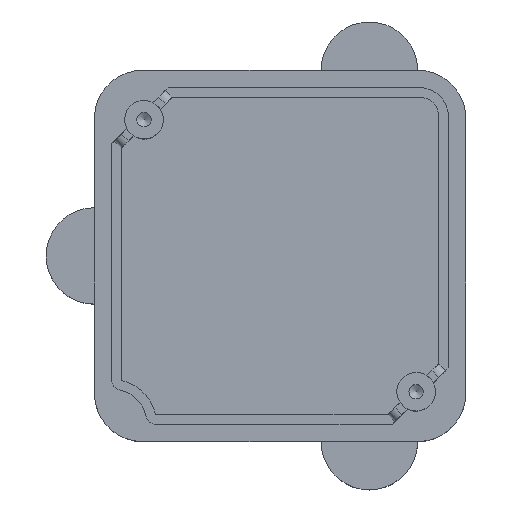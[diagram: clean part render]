
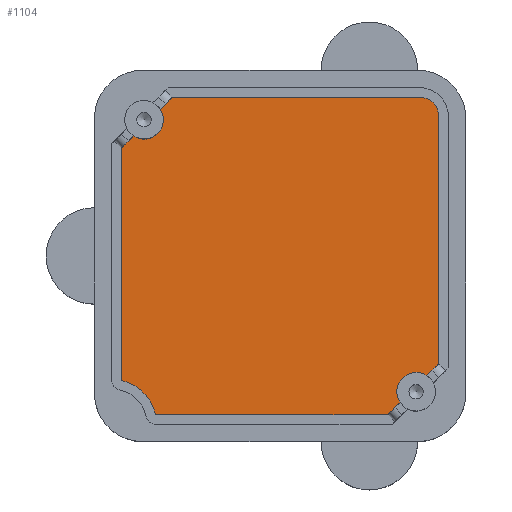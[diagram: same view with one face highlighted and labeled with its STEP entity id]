
A CAD part, top view. The second image highlights one B-rep face of the part: STEP entity #1104.
In plain terms, the highlighted planar face has unit normal (0, 0, 1).
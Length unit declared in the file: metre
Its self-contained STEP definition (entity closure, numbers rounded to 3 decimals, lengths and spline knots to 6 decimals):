
#66=CIRCLE('',#1195,0.002);
#67=CIRCLE('',#1196,0.002);
#68=CIRCLE('',#1197,0.002);
#69=CIRCLE('',#1198,0.004656);
#124=ORIENTED_EDGE('',*,*,#448,.F.);
#125=ORIENTED_EDGE('',*,*,#449,.T.);
#126=ORIENTED_EDGE('',*,*,#450,.F.);
#127=ORIENTED_EDGE('',*,*,#451,.T.);
#128=ORIENTED_EDGE('',*,*,#452,.F.);
#129=ORIENTED_EDGE('',*,*,#453,.T.);
#130=ORIENTED_EDGE('',*,*,#454,.T.);
#131=ORIENTED_EDGE('',*,*,#455,.T.);
#132=ORIENTED_EDGE('',*,*,#456,.T.);
#133=ORIENTED_EDGE('',*,*,#457,.F.);
#134=ORIENTED_EDGE('',*,*,#458,.F.);
#135=ORIENTED_EDGE('',*,*,#459,.F.);
#448=EDGE_CURVE('',#610,#611,#712,.T.);
#449=EDGE_CURVE('',#610,#612,#66,.F.);
#450=EDGE_CURVE('',#613,#612,#713,.T.);
#451=EDGE_CURVE('',#613,#614,#714,.T.);
#452=EDGE_CURVE('',#615,#614,#67,.F.);
#453=EDGE_CURVE('',#615,#616,#715,.T.);
#454=EDGE_CURVE('',#616,#617,#716,.T.);
#455=EDGE_CURVE('',#617,#618,#68,.F.);
#456=EDGE_CURVE('',#618,#619,#717,.T.);
#457=EDGE_CURVE('',#620,#619,#718,.T.);
#458=EDGE_CURVE('',#621,#620,#69,.T.);
#459=EDGE_CURVE('',#611,#621,#719,.T.);
#610=VERTEX_POINT('',#1660);
#611=VERTEX_POINT('',#1661);
#612=VERTEX_POINT('',#1663);
#613=VERTEX_POINT('',#1665);
#614=VERTEX_POINT('',#1667);
#615=VERTEX_POINT('',#1669);
#616=VERTEX_POINT('',#1671);
#617=VERTEX_POINT('',#1673);
#618=VERTEX_POINT('',#1675);
#619=VERTEX_POINT('',#1677);
#620=VERTEX_POINT('',#1679);
#621=VERTEX_POINT('',#1681);
#712=LINE('',#1659,#812);
#713=LINE('',#1664,#813);
#714=LINE('',#1666,#814);
#715=LINE('',#1670,#815);
#716=LINE('',#1672,#816);
#717=LINE('',#1676,#817);
#718=LINE('',#1678,#818);
#719=LINE('',#1682,#819);
#812=VECTOR('',#1330,1.);
#813=VECTOR('',#1333,1.);
#814=VECTOR('',#1334,1.);
#815=VECTOR('',#1337,1.);
#816=VECTOR('',#1338,1.);
#817=VECTOR('',#1341,1.);
#818=VECTOR('',#1342,1.);
#819=VECTOR('',#1345,1.);
#902=EDGE_LOOP('',(#124,#125,#126,#127,#128,#129,#130,#131,#132,#133,#134,
#135));
#982=FACE_BOUND('',#902,.T.);
#1063=PLANE('',#1194);
#1104=ADVANCED_FACE('',(#982),#1063,.T.);
#1194=AXIS2_PLACEMENT_3D('',#1658,#1328,#1329);
#1195=AXIS2_PLACEMENT_3D('',#1662,#1331,#1332);
#1196=AXIS2_PLACEMENT_3D('',#1668,#1335,#1336);
#1197=AXIS2_PLACEMENT_3D('',#1674,#1339,#1340);
#1198=AXIS2_PLACEMENT_3D('',#1680,#1343,#1344);
#1328=DIRECTION('',(0.,0.,1.));
#1329=DIRECTION('',(1.,0.,0.));
#1330=DIRECTION('',(-0.707,-0.707,0.));
#1331=DIRECTION('',(0.,0.,1.));
#1332=DIRECTION('',(1.,0.,0.));
#1333=DIRECTION('',(-0.707,-0.707,0.));
#1334=DIRECTION('',(0.,1.,0.));
#1335=DIRECTION('',(0.,0.,1.));
#1336=DIRECTION('',(1.,0.,0.));
#1337=DIRECTION('',(-1.,0.,0.));
#1338=DIRECTION('',(-0.707,-0.707,0.));
#1339=DIRECTION('',(0.,0.,1.));
#1340=DIRECTION('',(1.,0.,0.));
#1341=DIRECTION('',(-0.707,-0.707,0.));
#1342=DIRECTION('',(0.,1.,0.));
#1343=DIRECTION('',(0.,0.,1.));
#1344=DIRECTION('',(1.,0.,0.));
#1345=DIRECTION('',(-1.,0.,0.));
#1658=CARTESIAN_POINT('',(0.036758,0.,0.0016));
#1659=CARTESIAN_POINT('',(0.041831,-0.005074,0.0016));
#1660=CARTESIAN_POINT('',(0.031696,-0.01521,0.0016));
#1661=CARTESIAN_POINT('',(0.030455,-0.01645,0.0016));
#1662=CARTESIAN_POINT('',(0.033364,-0.014107,0.0016));
#1663=CARTESIAN_POINT('',(0.034467,-0.012438,0.0016));
#1664=CARTESIAN_POINT('',(0.041831,-0.005074,0.0016));
#1665=CARTESIAN_POINT('',(0.035708,-0.011198,0.0016));
#1666=CARTESIAN_POINT('',(0.035708,0.,0.0016));
#1667=CARTESIAN_POINT('',(0.035708,0.01445,0.0016));
#1668=CARTESIAN_POINT('',(0.033708,0.01445,0.0016));
#1669=CARTESIAN_POINT('',(0.033708,0.01645,0.0016));
#1670=CARTESIAN_POINT('',(0.036758,0.01645,0.0016));
#1671=CARTESIAN_POINT('',(0.00806,0.01645,0.0016));
#1672=CARTESIAN_POINT('',(0.014184,0.022574,0.0016));
#1673=CARTESIAN_POINT('',(0.006819,0.01521,0.0016));
#1674=CARTESIAN_POINT('',(0.005151,0.014107,0.0016));
#1675=CARTESIAN_POINT('',(0.004048,0.012438,0.0016));
#1676=CARTESIAN_POINT('',(0.014184,0.022574,0.0016));
#1677=CARTESIAN_POINT('',(0.002808,0.011198,0.0016));
#1678=CARTESIAN_POINT('',(0.002808,0.,0.0016));
#1679=CARTESIAN_POINT('',(0.002808,-0.012903,0.0016));
#1680=CARTESIAN_POINT('',(0.001808,-0.01745,0.0016));
#1681=CARTESIAN_POINT('',(0.006354,-0.01645,0.0016));
#1682=CARTESIAN_POINT('',(0.036758,-0.01645,0.0016));
